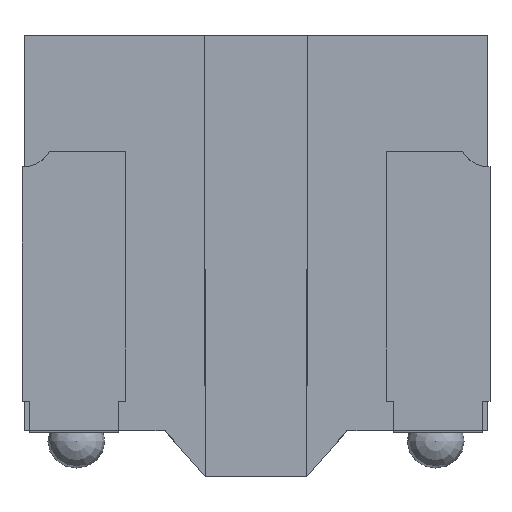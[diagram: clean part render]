
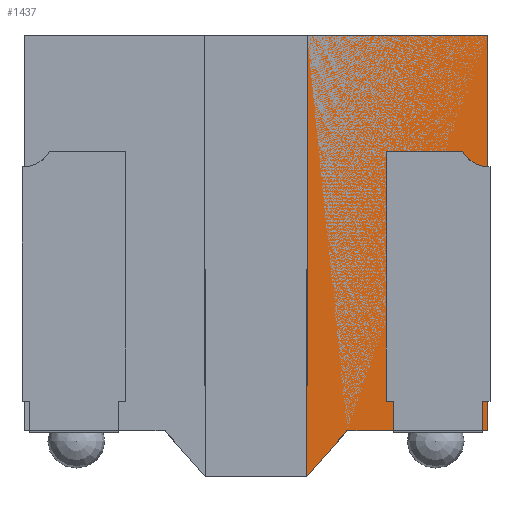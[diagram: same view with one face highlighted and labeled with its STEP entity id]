
A CAD part, top view. The second image highlights one B-rep face of the part: STEP entity #1437.
In plain terms, the highlighted free-form (B-spline) face has degree [1, 1] with [2, 2] control points.
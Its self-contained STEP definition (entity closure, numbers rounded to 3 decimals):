
#1148=CARTESIAN_POINT('',(0.587,-2.551,1.111));
#1149=VERTEX_POINT('',#1148);
#1238=CARTESIAN_POINT('',(0.591,2.55,1.111));
#1239=VERTEX_POINT('',#1238);
#1245=CARTESIAN_POINT('',(2.679,2.55,1.111));
#1246=VERTEX_POINT('',#1245);
#1247=CARTESIAN_POINT('',(2.679,2.55,1.111));
#1248=CARTESIAN_POINT('',(0.591,2.55,1.111));
#1249=B_SPLINE_CURVE_WITH_KNOTS('',1,(#1247,#1248),.UNSPECIFIED.,.F.,.U.,(2,2),(0.,1.),.UNSPECIFIED.);
#1250=EDGE_CURVE('',#1246,#1239,#1249,.T.);
#1326=CARTESIAN_POINT('',(1.051,-2.02,1.111));
#1327=VERTEX_POINT('',#1326);
#1333=CARTESIAN_POINT('',(0.589,-2.551,1.111));
#1334=CARTESIAN_POINT('',(1.051,-2.02,1.111));
#1335=B_SPLINE_CURVE_WITH_KNOTS('',1,(#1333,#1334),.UNSPECIFIED.,.F.,.U.,(2,2),(0.05,0.174),.UNSPECIFIED.);
#1336=EDGE_CURVE('',#1149,#1327,#1335,.T.);
#1348=CARTESIAN_POINT('',(2.679,-2.02,1.111));
#1349=VERTEX_POINT('',#1348);
#1355=CARTESIAN_POINT('',(1.051,-2.02,1.111));
#1356=CARTESIAN_POINT('',(2.679,-2.02,1.111));
#1357=B_SPLINE_CURVE_WITH_KNOTS('',1,(#1355,#1356),.UNSPECIFIED.,.F.,.U.,(2,2),(0.372,0.728),.UNSPECIFIED.);
#1358=EDGE_CURVE('',#1327,#1349,#1357,.T.);
#1371=CARTESIAN_POINT('',(2.679,-2.02,1.111));
#1372=CARTESIAN_POINT('',(2.679,2.55,1.111));
#1373=B_SPLINE_CURVE_WITH_KNOTS('',1,(#1371,#1372),.UNSPECIFIED.,.F.,.U.,(2,2),(0.147,1.),.UNSPECIFIED.);
#1374=EDGE_CURVE('',#1349,#1246,#1373,.T.);
#1416=CARTESIAN_POINT('',(0.591,2.55,1.111));
#1417=CARTESIAN_POINT('',(0.591,-2.549,1.111));
#1418=B_SPLINE_CURVE_WITH_KNOTS('',1,(#1416,#1417),.UNSPECIFIED.,.F.,.U.,(2,2),(0.,0.951),.UNSPECIFIED.);
#1419=EDGE_CURVE('',#1239,#1149,#1418,.T.);
#1425=CARTESIAN_POINT('',(0.308,-3.078,1.111));
#1426=CARTESIAN_POINT('',(0.308,2.818,1.111));
#1427=CARTESIAN_POINT('',(6.53,-3.078,1.111));
#1428=CARTESIAN_POINT('',(6.53,2.818,1.111));
#1429=B_SPLINE_SURFACE_WITH_KNOTS('',1,1,((#1425,#1426),(#1427,#1428)),.PLANE_SURF.,.F.,.F.,.U.,(2,2),(2,2),(0.,1.),(0.,1.),.UNSPECIFIED.);
#1430=ORIENTED_EDGE('',*,*,#1250,.T.);
#1431=ORIENTED_EDGE('',*,*,#1419,.T.);
#1432=ORIENTED_EDGE('',*,*,#1336,.T.);
#1433=ORIENTED_EDGE('',*,*,#1358,.T.);
#1434=ORIENTED_EDGE('',*,*,#1374,.T.);
#1435=EDGE_LOOP('',(#1430,#1431,#1432,#1433,#1434));
#1436=FACE_OUTER_BOUND('',#1435,.T.);
#1437=ADVANCED_FACE('',(#1436),#1429,.T.);
